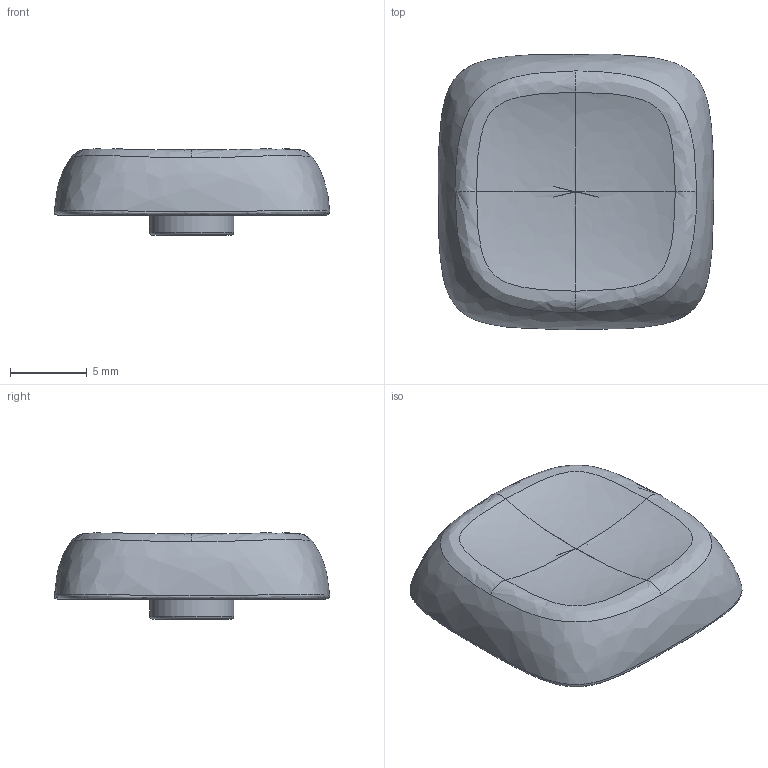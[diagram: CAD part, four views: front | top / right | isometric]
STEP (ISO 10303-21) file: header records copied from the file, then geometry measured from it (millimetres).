
FILE_DESCRIPTION(/* description */ ('','CAx-IF Rec.Pracs.---Representation and Presentation of Product Manufacturing Information (PMI)---4.0---2014-10-13'),/* implementation_level */ '2;1');
FILE_NAME(/* name */ '[MX] Normal v1.step',/* time_stamp */ '2025-01-07T14:45:16+08:00',/* author */ (''),/* organization */ (''),/* preprocessor_version */ 'ST-DEVELOPER v20',/* originating_system */ 'Autodesk Translation Framework v13.20.0.188',/* authorisation */ '');
FILE_SCHEMA (('AP242_MANAGED_MODEL_BASED_3D_ENGINEERING_MIM_LF { 1 0 10303 442 1 1 4 }'));
Length unit declared in the file: millimetre
Products named in the file (2): [MX] Normal; [stem] MX
Assembly tree (1 placements, depth 2):
  [MX] Normal
    [stem] MX
Bounding box: 17.97 x 17.96 x 5.63 mm (x, y, z)
Volume: 724.7 mm3; surface area: 1096.1 mm2
Topology: 2 solids, 2 shells, 61 faces, 140 edges, 80 vertices
Faces by surface type: plane 22, bspline 20, cylinder 17, torus 2
Full cylindrical faces by diameter (mm): 5.5 x1
Entity records: 13225 total; most frequent: CARTESIAN_POINT 11926, ORIENTED_EDGE 268, DIRECTION 236, EDGE_CURVE 134, AXIS2_PLACEMENT_3D 85, VERTEX_POINT 80, LINE 66, VECTOR 66
